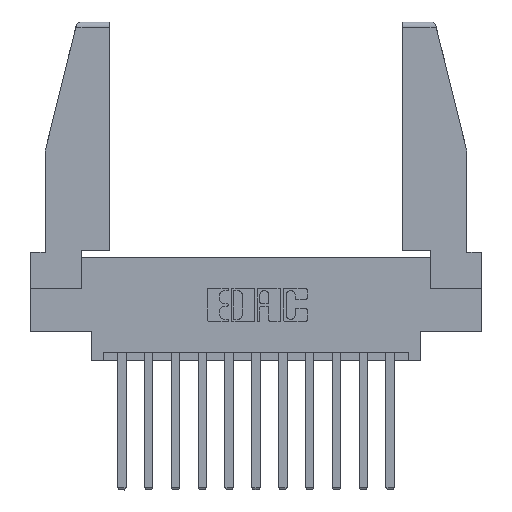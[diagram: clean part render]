
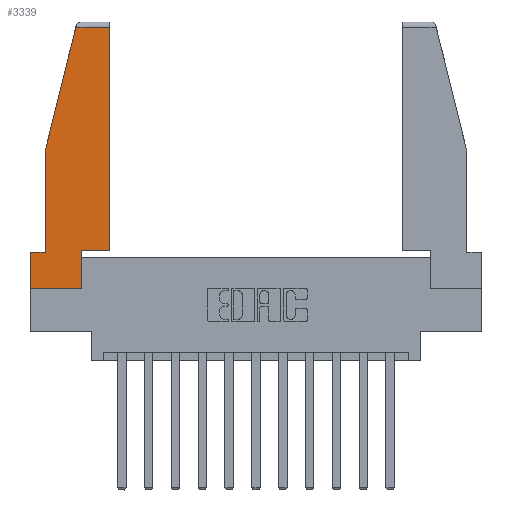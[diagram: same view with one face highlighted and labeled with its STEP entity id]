
A CAD part, top view. The second image highlights one B-rep face of the part: STEP entity #3339.
In plain terms, the highlighted planar face has unit normal (0, 0, 1).
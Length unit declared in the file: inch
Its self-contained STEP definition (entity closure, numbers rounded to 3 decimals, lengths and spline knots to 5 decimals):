
#435 = EDGE_CURVE ( 'NONE', #3665, #8730, #1763, .T. ) ;
#458 = CARTESIAN_POINT ( 'NONE',  ( 0.297, 0., 0. ) ) ;
#461 = LINE ( 'NONE', #1656, #8245 ) ;
#793 = VERTEX_POINT ( 'NONE', #1343 ) ;
#991 = DIRECTION ( 'NONE',  ( -0.239, -0.971, 0. ) ) ;
#1209 = CARTESIAN_POINT ( 'NONE',  ( 0.2636, 1.52, 0. ) ) ;
#1214 = EDGE_CURVE ( 'NONE', #8730, #12607, #6835, .T. ) ;
#1343 = CARTESIAN_POINT ( 'NONE',  ( 0.297, 0.223, 0. ) ) ;
#1477 = DIRECTION ( 'NONE',  ( -1., 0., 0. ) ) ;
#1656 = CARTESIAN_POINT ( 'NONE',  ( 0.297, 0., 0. ) ) ;
#1733 = EDGE_CURVE ( 'NONE', #10945, #5019, #7901, .T. ) ;
#1763 = LINE ( 'NONE', #3338, #4492 ) ;
#1825 = EDGE_CURVE ( 'NONE', #12607, #793, #461, .T. ) ;
#1928 = CARTESIAN_POINT ( 'NONE',  ( 0.461, 0.223, 0. ) ) ;
#2297 = DIRECTION ( 'NONE',  ( 0., 1., 0. ) ) ;
#2722 = LINE ( 'NONE', #5119, #14652 ) ;
#3194 = VECTOR ( 'NONE', #8562, 39.37008 ) ;
#3338 = CARTESIAN_POINT ( 'NONE',  ( 0., 0.21, 0. ) ) ;
#3339 = ADVANCED_FACE ( 'NONE', ( #4249 ), #7275, .T. ) ;
#3385 = ORIENTED_EDGE ( 'NONE', *, *, #13859, .T. ) ;
#3513 = VECTOR ( 'NONE', #1477, 39.37008 ) ;
#3602 = CARTESIAN_POINT ( 'NONE',  ( 0.461, 1.52, 0. ) ) ;
#3665 = VERTEX_POINT ( 'NONE', #14460 ) ;
#4249 = FACE_OUTER_BOUND ( 'NONE', #8283, .T. ) ;
#4492 = VECTOR ( 'NONE', #14801, 39.37008 ) ;
#4715 = ORIENTED_EDGE ( 'NONE', *, *, #1733, .T. ) ;
#5019 = VERTEX_POINT ( 'NONE', #1209 ) ;
#5065 = DIRECTION ( 'NONE',  ( 0., 1., 0. ) ) ;
#5119 = CARTESIAN_POINT ( 'NONE',  ( 0.086, 0.8, 0. ) ) ;
#5651 = CARTESIAN_POINT ( 'NONE',  ( 0.461, 0.223, 0. ) ) ;
#6114 = ORIENTED_EDGE ( 'NONE', *, *, #14646, .T. ) ;
#6235 = DIRECTION ( 'NONE',  ( 0., -1., 0. ) ) ;
#6835 = LINE ( 'NONE', #7309, #3194 ) ;
#7262 = ORIENTED_EDGE ( 'NONE', *, *, #14939, .T. ) ;
#7275 = PLANE ( 'NONE',  #14934 ) ;
#7309 = CARTESIAN_POINT ( 'NONE',  ( 0., 0., 0. ) ) ;
#7696 = LINE ( 'NONE', #12011, #3513 ) ;
#7901 = LINE ( 'NONE', #9380, #9647 ) ;
#8245 = VECTOR ( 'NONE', #5065, 39.37008 ) ;
#8283 = EDGE_LOOP ( 'NONE', ( #3385, #4715, #7262, #14958, #6114, #14247, #10544, #8756, #14520 ) ) ;
#8297 = VERTEX_POINT ( 'NONE', #8737 ) ;
#8347 = DIRECTION ( 'NONE',  ( -1., 0., 0. ) ) ;
#8562 = DIRECTION ( 'NONE',  ( 1., 0., 0. ) ) ;
#8730 = VERTEX_POINT ( 'NONE', #13777 ) ;
#8737 = CARTESIAN_POINT ( 'NONE',  ( 0.086, 0.21, 0. ) ) ;
#8756 = ORIENTED_EDGE ( 'NONE', *, *, #1825, .T. ) ;
#9380 = CARTESIAN_POINT ( 'NONE',  ( 0., 1.52, 0. ) ) ;
#9458 = EDGE_CURVE ( 'NONE', #9631, #8297, #2722, .T. ) ;
#9631 = VERTEX_POINT ( 'NONE', #12120 ) ;
#9647 = VECTOR ( 'NONE', #8347, 39.37008 ) ;
#10200 = VECTOR ( 'NONE', #2297, 39.37008 ) ;
#10544 = ORIENTED_EDGE ( 'NONE', *, *, #1214, .T. ) ;
#10829 = DIRECTION ( 'NONE',  ( 0., 0., 1. ) ) ;
#10945 = VERTEX_POINT ( 'NONE', #3602 ) ;
#11264 = VECTOR ( 'NONE', #991, 39.37008 ) ;
#11317 = CARTESIAN_POINT ( 'NONE',  ( 0.297, 0.223, 0. ) ) ;
#11319 = VECTOR ( 'NONE', #14702, 39.37008 ) ;
#11482 = LINE ( 'NONE', #5651, #10200 ) ;
#11636 = EDGE_CURVE ( 'NONE', #793, #13685, #14760, .T. ) ;
#11986 = CARTESIAN_POINT ( 'NONE',  ( 0., 0., 0. ) ) ;
#12011 = CARTESIAN_POINT ( 'NONE',  ( 0., 0.21, 0. ) ) ;
#12120 = CARTESIAN_POINT ( 'NONE',  ( 0.086, 0.8, 0. ) ) ;
#12607 = VERTEX_POINT ( 'NONE', #458 ) ;
#13053 = LINE ( 'NONE', #14783, #11264 ) ;
#13098 = DIRECTION ( 'NONE',  ( 1., 0., 0. ) ) ;
#13685 = VERTEX_POINT ( 'NONE', #1928 ) ;
#13777 = CARTESIAN_POINT ( 'NONE',  ( 0., 0., 0. ) ) ;
#13859 = EDGE_CURVE ( 'NONE', #13685, #10945, #11482, .T. ) ;
#14247 = ORIENTED_EDGE ( 'NONE', *, *, #435, .T. ) ;
#14460 = CARTESIAN_POINT ( 'NONE',  ( 0., 0.21, 0. ) ) ;
#14520 = ORIENTED_EDGE ( 'NONE', *, *, #11636, .T. ) ;
#14646 = EDGE_CURVE ( 'NONE', #8297, #3665, #7696, .T. ) ;
#14652 = VECTOR ( 'NONE', #6235, 39.37008 ) ;
#14702 = DIRECTION ( 'NONE',  ( 1., 0., 0. ) ) ;
#14760 = LINE ( 'NONE', #11317, #11319 ) ;
#14783 = CARTESIAN_POINT ( 'NONE',  ( 0.271, 1.55, 0. ) ) ;
#14801 = DIRECTION ( 'NONE',  ( 0., -1., 0. ) ) ;
#14934 = AXIS2_PLACEMENT_3D ( 'NONE', #11986, #10829, #13098 ) ;
#14939 = EDGE_CURVE ( 'NONE', #5019, #9631, #13053, .T. ) ;
#14958 = ORIENTED_EDGE ( 'NONE', *, *, #9458, .T. ) ;
